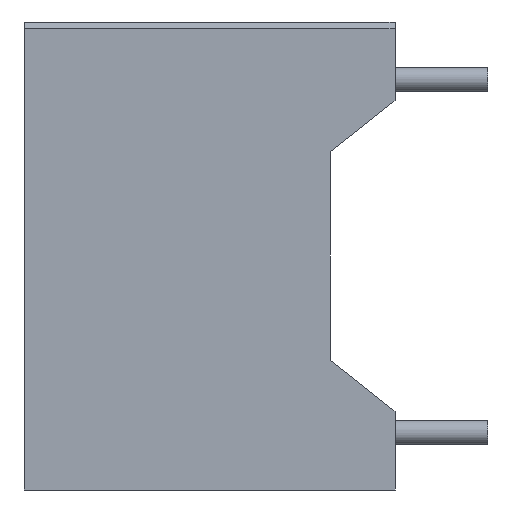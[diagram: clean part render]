
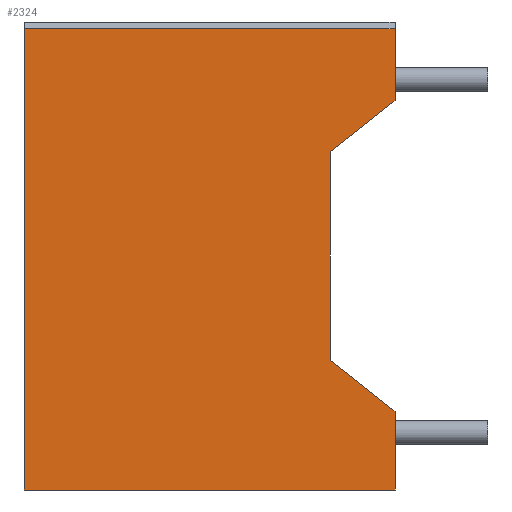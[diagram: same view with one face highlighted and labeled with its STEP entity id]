
A CAD part, left-side view. The second image highlights one B-rep face of the part: STEP entity #2324.
In plain terms, the highlighted planar face has unit normal (-1, 0, 0).
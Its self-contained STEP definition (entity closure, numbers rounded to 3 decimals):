
#122=FACE_OUTER_BOUND('',#285,.T.);
#285=EDGE_LOOP('',(#1556,#1557,#1558,#1559,#1560,#1561,#1562,#1563));
#455=LINE('',#3399,#738);
#458=LINE('',#3405,#741);
#464=LINE('',#3417,#747);
#465=LINE('',#3419,#748);
#466=LINE('',#3421,#749);
#467=LINE('',#3423,#750);
#468=LINE('',#3425,#751);
#469=LINE('',#3426,#752);
#738=VECTOR('',#2723,10.);
#741=VECTOR('',#2728,10.);
#747=VECTOR('',#2736,10.);
#748=VECTOR('',#2737,10.);
#749=VECTOR('',#2738,10.);
#750=VECTOR('',#2739,10.);
#751=VECTOR('',#2740,10.);
#752=VECTOR('',#2741,10.);
#1021=VERTEX_POINT('',#3396);
#1022=VERTEX_POINT('',#3398);
#1024=VERTEX_POINT('',#3404);
#1029=VERTEX_POINT('',#3416);
#1030=VERTEX_POINT('',#3418);
#1031=VERTEX_POINT('',#3420);
#1032=VERTEX_POINT('',#3422);
#1033=VERTEX_POINT('',#3424);
#1231=EDGE_CURVE('',#1021,#1022,#455,.T.);
#1234=EDGE_CURVE('',#1022,#1024,#458,.T.);
#1240=EDGE_CURVE('',#1029,#1021,#464,.T.);
#1241=EDGE_CURVE('',#1029,#1030,#465,.T.);
#1242=EDGE_CURVE('',#1030,#1031,#466,.T.);
#1243=EDGE_CURVE('',#1032,#1031,#467,.T.);
#1244=EDGE_CURVE('',#1033,#1032,#468,.T.);
#1245=EDGE_CURVE('',#1033,#1024,#469,.T.);
#1556=ORIENTED_EDGE('',*,*,#1231,.F.);
#1557=ORIENTED_EDGE('',*,*,#1240,.F.);
#1558=ORIENTED_EDGE('',*,*,#1241,.T.);
#1559=ORIENTED_EDGE('',*,*,#1242,.T.);
#1560=ORIENTED_EDGE('',*,*,#1243,.F.);
#1561=ORIENTED_EDGE('',*,*,#1244,.F.);
#1562=ORIENTED_EDGE('',*,*,#1245,.T.);
#1563=ORIENTED_EDGE('',*,*,#1234,.F.);
#2177=PLANE('',#2525);
#2324=ADVANCED_FACE('',(#122),#2177,.T.);
#2525=AXIS2_PLACEMENT_3D('',#3415,#2734,#2735);
#2723=DIRECTION('',(0.,-1.,0.));
#2728=DIRECTION('',(0.,0.,-1.));
#2734=DIRECTION('center_axis',(-1.,0.,0.));
#2735=DIRECTION('ref_axis',(0.,0.,1.));
#2736=DIRECTION('',(0.,0.,1.));
#2737=DIRECTION('',(0.,-1.,0.));
#2738=DIRECTION('',(0.,0.,1.));
#2739=DIRECTION('',(0.,-0.786,-0.618));
#2740=DIRECTION('',(0.,0.,-1.));
#2741=DIRECTION('',(0.,-0.786,0.618));
#3396=CARTESIAN_POINT('',(-10.,8.,4.9));
#3398=CARTESIAN_POINT('',(-10.,0.,4.9));
#3399=CARTESIAN_POINT('',(-10.,1.4,4.9));
#3404=CARTESIAN_POINT('',(-10.,0.,3.35));
#3405=CARTESIAN_POINT('',(-10.,0.,5.05));
#3415=CARTESIAN_POINT('Origin',(-10.,1.4,-5.05));
#3416=CARTESIAN_POINT('',(-10.,8.,-5.05));
#3417=CARTESIAN_POINT('',(-10.,8.,5.05));
#3418=CARTESIAN_POINT('',(-10.,0.,-5.05));
#3419=CARTESIAN_POINT('',(-10.,1.4,-5.05));
#3420=CARTESIAN_POINT('',(-10.,0.,-3.35));
#3421=CARTESIAN_POINT('',(-10.,0.,-5.05));
#3422=CARTESIAN_POINT('',(-10.,1.4,-2.25));
#3423=CARTESIAN_POINT('',(-10.,1.4,-2.25));
#3424=CARTESIAN_POINT('',(-10.,1.4,2.25));
#3425=CARTESIAN_POINT('',(-10.,1.4,5.05));
#3426=CARTESIAN_POINT('',(-10.,1.4,2.25));
